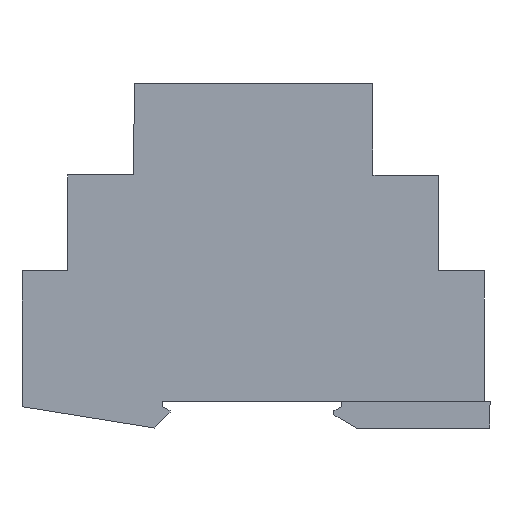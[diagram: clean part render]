
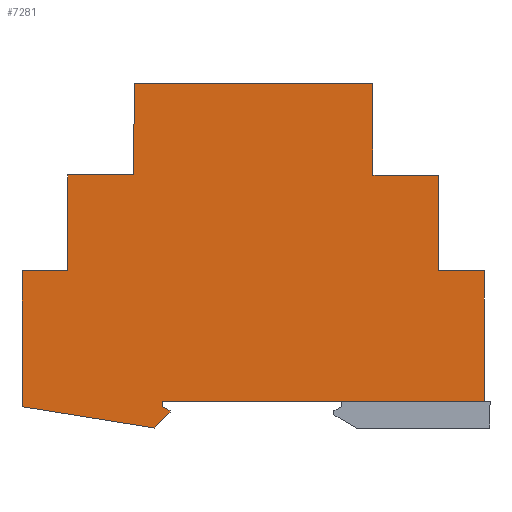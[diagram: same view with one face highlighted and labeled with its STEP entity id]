
A CAD part, left-side view. The second image highlights one B-rep face of the part: STEP entity #7281.
In plain terms, the highlighted planar face has unit normal (-1, 0, 0).
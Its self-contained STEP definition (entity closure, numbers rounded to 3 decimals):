
#7248=AXIS2_PLACEMENT_3D('Plane Axis2P3D',#7245,#7246,#7247) ;
#576=CARTESIAN_POINT('Vertex',(0.001,1.083,29.7)) ;
#581=CARTESIAN_POINT('Line Origine',(0.001,1.062,17.35)) ;
#585=CARTESIAN_POINT('Vertex',(0.001,1.042,5.)) ;
#5481=CARTESIAN_POINT('Line Origine',(0.001,5.945,29.701)) ;
#5485=CARTESIAN_POINT('Vertex',(0.001,9.641,29.701)) ;
#5539=CARTESIAN_POINT('Vertex',(0.001,61.945,4.006)) ;
#5553=CARTESIAN_POINT('Vertex',(0.001,61.945,5.006)) ;
#5556=CARTESIAN_POINT('Line Origine',(0.001,61.945,4.506)) ;
#5580=CARTESIAN_POINT('Vertex',(0.001,60.445,3.306)) ;
#5588=CARTESIAN_POINT('Line Origine',(0.001,61.195,3.656)) ;
#5606=CARTESIAN_POINT('Line Origine',(0.001,60.446,3.156)) ;
#5610=CARTESIAN_POINT('Vertex',(0.001,60.446,3.006)) ;
#5638=CARTESIAN_POINT('Line Origine',(0.001,61.946,1.506)) ;
#5642=CARTESIAN_POINT('Vertex',(0.001,63.446,0.006)) ;
#5670=CARTESIAN_POINT('Line Origine',(0.001,22.179,56.402)) ;
#5674=CARTESIAN_POINT('Vertex',(0.001,22.105,47.802)) ;
#5676=CARTESIAN_POINT('Vertex',(0.001,22.254,65.002)) ;
#5732=CARTESIAN_POINT('Line Origine',(0.001,15.888,47.801)) ;
#5736=CARTESIAN_POINT('Vertex',(0.001,9.671,47.801)) ;
#5779=CARTESIAN_POINT('Line Origine',(0.001,31.494,5.003)) ;
#5807=CARTESIAN_POINT('Line Origine',(0.001,9.659,40.614)) ;
#5870=CARTESIAN_POINT('Line Origine',(0.001,75.927,2.018)) ;
#5874=CARTESIAN_POINT('Vertex',(0.001,88.409,4.029)) ;
#5906=CARTESIAN_POINT('Vertex',(0.001,67.184,65.006)) ;
#5909=CARTESIAN_POINT('Line Origine',(0.001,44.719,65.004)) ;
#5955=CARTESIAN_POINT('Line Origine',(0.001,67.26,56.406)) ;
#5959=CARTESIAN_POINT('Vertex',(0.001,67.336,47.806)) ;
#6999=CARTESIAN_POINT('Vertex',(0.001,79.77,47.808)) ;
#7002=CARTESIAN_POINT('Line Origine',(0.001,73.553,47.807)) ;
#7148=CARTESIAN_POINT('Vertex',(0.001,88.361,29.708)) ;
#7158=CARTESIAN_POINT('Line Origine',(0.001,88.385,16.869)) ;
#7245=CARTESIAN_POINT('Axis2P3D Location',(0.001,39.979,33.587)) ;
#7250=CARTESIAN_POINT('Line Origine',(0.001,79.787,38.758)) ;
#7254=CARTESIAN_POINT('Vertex',(0.001,79.803,29.708)) ;
#7257=CARTESIAN_POINT('Line Origine',(0.001,84.082,29.708)) ;
#582=DIRECTION('Vector Direction',(0.,0.002,1.)) ;
#5482=DIRECTION('Vector Direction',(0.,1.,0.)) ;
#5557=DIRECTION('Vector Direction',(0.,0.,1.)) ;
#5589=DIRECTION('Vector Direction',(0.,0.906,0.423)) ;
#5607=DIRECTION('Vector Direction',(0.,0.,-1.)) ;
#5639=DIRECTION('Vector Direction',(0.,0.707,-0.707)) ;
#5671=DIRECTION('Vector Direction',(0.,0.009,1.)) ;
#5733=DIRECTION('Vector Direction',(0.,1.,0.)) ;
#5780=DIRECTION('Vector Direction',(0.,1.,0.)) ;
#5808=DIRECTION('Vector Direction',(0.,0.002,1.)) ;
#5871=DIRECTION('Vector Direction',(0.,-0.987,-0.159)) ;
#5910=DIRECTION('Vector Direction',(0.,1.,0.)) ;
#5956=DIRECTION('Vector Direction',(0.,0.009,-1.)) ;
#7003=DIRECTION('Vector Direction',(0.,1.,0.)) ;
#7159=DIRECTION('Vector Direction',(0.,-0.002,1.)) ;
#7246=DIRECTION('Axis2P3D Direction',(1.,0.,0.)) ;
#7247=DIRECTION('Axis2P3D XDirection',(0.,-1.,0.)) ;
#7251=DIRECTION('Vector Direction',(0.,-0.002,1.)) ;
#7258=DIRECTION('Vector Direction',(0.,1.,0.)) ;
#583=VECTOR('Line Direction',#582,1.) ;
#5483=VECTOR('Line Direction',#5482,1.) ;
#5558=VECTOR('Line Direction',#5557,1.) ;
#5590=VECTOR('Line Direction',#5589,1.) ;
#5608=VECTOR('Line Direction',#5607,1.) ;
#5640=VECTOR('Line Direction',#5639,1.) ;
#5672=VECTOR('Line Direction',#5671,1.) ;
#5734=VECTOR('Line Direction',#5733,1.) ;
#5781=VECTOR('Line Direction',#5780,1.) ;
#5809=VECTOR('Line Direction',#5808,1.) ;
#5872=VECTOR('Line Direction',#5871,1.) ;
#5911=VECTOR('Line Direction',#5910,1.) ;
#5957=VECTOR('Line Direction',#5956,1.) ;
#7004=VECTOR('Line Direction',#7003,1.) ;
#7160=VECTOR('Line Direction',#7159,1.) ;
#7252=VECTOR('Line Direction',#7251,1.) ;
#7259=VECTOR('Line Direction',#7258,1.) ;
#7263=ORIENTED_EDGE('',*,*,#5487,.T.) ;
#7264=ORIENTED_EDGE('',*,*,#5811,.T.) ;
#7265=ORIENTED_EDGE('',*,*,#5738,.T.) ;
#7266=ORIENTED_EDGE('',*,*,#5678,.T.) ;
#7267=ORIENTED_EDGE('',*,*,#5913,.F.) ;
#7268=ORIENTED_EDGE('',*,*,#5961,.T.) ;
#7269=ORIENTED_EDGE('',*,*,#7006,.T.) ;
#7270=ORIENTED_EDGE('',*,*,#7256,.F.) ;
#7271=ORIENTED_EDGE('',*,*,#7261,.T.) ;
#7272=ORIENTED_EDGE('',*,*,#7162,.F.) ;
#7273=ORIENTED_EDGE('',*,*,#5876,.T.) ;
#7274=ORIENTED_EDGE('',*,*,#5644,.T.) ;
#7275=ORIENTED_EDGE('',*,*,#5612,.T.) ;
#7276=ORIENTED_EDGE('',*,*,#5592,.T.) ;
#7277=ORIENTED_EDGE('',*,*,#5560,.T.) ;
#7278=ORIENTED_EDGE('',*,*,#5783,.F.) ;
#7279=ORIENTED_EDGE('',*,*,#587,.T.) ;
#7281=ADVANCED_FACE('TIMER',(#7280),#7249,.F.) ;
#587=EDGE_CURVE('',#586,#577,#584,.T.) ;
#5487=EDGE_CURVE('',#577,#5486,#5484,.T.) ;
#5560=EDGE_CURVE('',#5540,#5554,#5559,.T.) ;
#5592=EDGE_CURVE('',#5581,#5540,#5591,.T.) ;
#5612=EDGE_CURVE('',#5611,#5581,#5609,.F.) ;
#5644=EDGE_CURVE('',#5643,#5611,#5641,.F.) ;
#5678=EDGE_CURVE('',#5675,#5677,#5673,.T.) ;
#5738=EDGE_CURVE('',#5737,#5675,#5735,.T.) ;
#5783=EDGE_CURVE('',#586,#5554,#5782,.T.) ;
#5811=EDGE_CURVE('',#5486,#5737,#5810,.T.) ;
#5876=EDGE_CURVE('',#5875,#5643,#5873,.T.) ;
#5913=EDGE_CURVE('',#5907,#5677,#5912,.F.) ;
#5961=EDGE_CURVE('',#5907,#5960,#5958,.T.) ;
#7006=EDGE_CURVE('',#5960,#7000,#7005,.T.) ;
#7162=EDGE_CURVE('',#5875,#7149,#7161,.T.) ;
#7256=EDGE_CURVE('',#7255,#7000,#7253,.T.) ;
#7261=EDGE_CURVE('',#7255,#7149,#7260,.T.) ;
#7262=EDGE_LOOP('',(#7263,#7264,#7265,#7266,#7267,#7268,#7269,#7270,#7271,#7272,#7273,#7274,#7275,#7276,#7277,#7278,#7279)) ;
#7280=FACE_OUTER_BOUND('',#7262,.T.) ;
#584=LINE('Line',#581,#583) ;
#5484=LINE('Line',#5481,#5483) ;
#5559=LINE('Line',#5556,#5558) ;
#5591=LINE('Line',#5588,#5590) ;
#5609=LINE('Line',#5606,#5608) ;
#5641=LINE('Line',#5638,#5640) ;
#5673=LINE('Line',#5670,#5672) ;
#5735=LINE('Line',#5732,#5734) ;
#5782=LINE('Line',#5779,#5781) ;
#5810=LINE('Line',#5807,#5809) ;
#5873=LINE('Line',#5870,#5872) ;
#5912=LINE('Line',#5909,#5911) ;
#5958=LINE('Line',#5955,#5957) ;
#7005=LINE('Line',#7002,#7004) ;
#7161=LINE('Line',#7158,#7160) ;
#7253=LINE('Line',#7250,#7252) ;
#7260=LINE('Line',#7257,#7259) ;
#7249=PLANE('',#7248) ;
#577=VERTEX_POINT('',#576) ;
#586=VERTEX_POINT('',#585) ;
#5486=VERTEX_POINT('',#5485) ;
#5540=VERTEX_POINT('',#5539) ;
#5554=VERTEX_POINT('',#5553) ;
#5581=VERTEX_POINT('',#5580) ;
#5611=VERTEX_POINT('',#5610) ;
#5643=VERTEX_POINT('',#5642) ;
#5675=VERTEX_POINT('',#5674) ;
#5677=VERTEX_POINT('',#5676) ;
#5737=VERTEX_POINT('',#5736) ;
#5875=VERTEX_POINT('',#5874) ;
#5907=VERTEX_POINT('',#5906) ;
#5960=VERTEX_POINT('',#5959) ;
#7000=VERTEX_POINT('',#6999) ;
#7149=VERTEX_POINT('',#7148) ;
#7255=VERTEX_POINT('',#7254) ;
